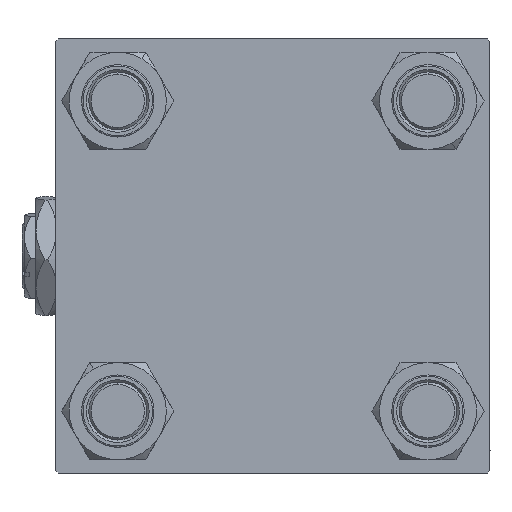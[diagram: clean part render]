
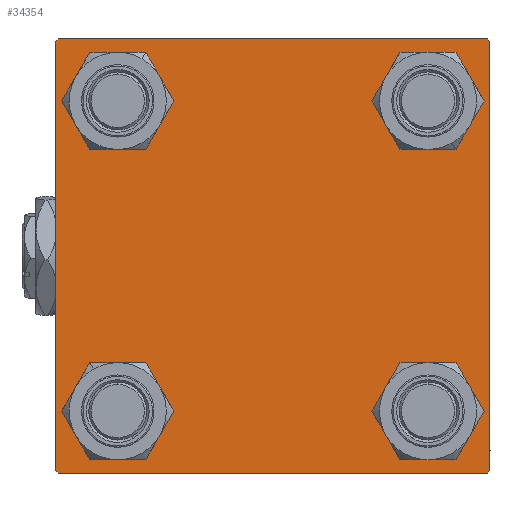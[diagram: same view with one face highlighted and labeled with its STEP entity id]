
A CAD part, left-side view. The second image highlights one B-rep face of the part: STEP entity #34354.
In plain terms, the highlighted planar face has unit normal (-1, 0, 0).
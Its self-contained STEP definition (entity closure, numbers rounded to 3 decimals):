
#117 = CARTESIAN_POINT ( 'NONE',  ( 0., 45., 44.5 ) ) ;
#364 = EDGE_LOOP ( 'NONE', ( #50763, #23480, #15869, #51501, #35424, #30919, #10670, #49767 ) ) ;
#442 = AXIS2_PLACEMENT_3D ( 'NONE', #2915, #51192, #19076 ) ;
#578 = DIRECTION ( 'NONE',  ( 0., 0., 1. ) ) ;
#1241 = VERTEX_POINT ( 'NONE', #24227 ) ;
#1250 = CIRCLE ( 'NONE', #442, 6.5 ) ;
#1688 = DIRECTION ( 'NONE',  ( 0., -1., 0. ) ) ;
#1730 = LINE ( 'NONE', #21592, #16343 ) ;
#2188 = CARTESIAN_POINT ( 'NONE',  ( 0., 45., 45. ) ) ;
#2915 = CARTESIAN_POINT ( 'NONE',  ( 0., -32.15, 32.15 ) ) ;
#2980 = CARTESIAN_POINT ( 'NONE',  ( 0., 32.15, -32.15 ) ) ;
#4042 = PLANE ( 'NONE',  #52260 ) ;
#4450 = ORIENTED_EDGE ( 'NONE', *, *, #26319, .T. ) ;
#4822 = FACE_BOUND ( 'NONE', #27598, .T. ) ;
#4857 = AXIS2_PLACEMENT_3D ( 'NONE', #27795, #43693, #28574 ) ;
#7537 = ORIENTED_EDGE ( 'NONE', *, *, #15426, .T. ) ;
#8913 = ORIENTED_EDGE ( 'NONE', *, *, #12527, .T. ) ;
#8924 = LINE ( 'NONE', #2188, #47728 ) ;
#8947 = DIRECTION ( 'NONE',  ( 1., 0., 0. ) ) ;
#9105 = EDGE_CURVE ( 'NONE', #19499, #23292, #1730, .T. ) ;
#9286 = CARTESIAN_POINT ( 'NONE',  ( 0., 32.15, -25.65 ) ) ;
#9539 = DIRECTION ( 'NONE',  ( 0., 0., 1. ) ) ;
#9565 = EDGE_CURVE ( 'NONE', #26826, #16577, #26252, .T. ) ;
#9683 = DIRECTION ( 'NONE',  ( 0., 0., 1. ) ) ;
#10670 = ORIENTED_EDGE ( 'NONE', *, *, #23337, .F. ) ;
#11486 = DIRECTION ( 'NONE',  ( 1., 0., 0. ) ) ;
#11528 = DIRECTION ( 'NONE',  ( 0., 0., 1. ) ) ;
#12090 = EDGE_CURVE ( 'NONE', #40828, #30669, #28530, .T. ) ;
#12287 = VERTEX_POINT ( 'NONE', #23874 ) ;
#12433 = LINE ( 'NONE', #48225, #36153 ) ;
#12527 = EDGE_CURVE ( 'NONE', #49314, #37629, #43561, .T. ) ;
#13302 = CARTESIAN_POINT ( 'NONE',  ( 0., 0., 0. ) ) ;
#13978 = CARTESIAN_POINT ( 'NONE',  ( 0., 32.15, 38.65 ) ) ;
#14126 = DIRECTION ( 'NONE',  ( 0., -1., 0. ) ) ;
#15065 = EDGE_LOOP ( 'NONE', ( #43191, #40268 ) ) ;
#15426 = EDGE_CURVE ( 'NONE', #21365, #29100, #45229, .T. ) ;
#15869 = ORIENTED_EDGE ( 'NONE', *, *, #52223, .T. ) ;
#16174 = CIRCLE ( 'NONE', #43240, 6.5 ) ;
#16343 = VECTOR ( 'NONE', #17640, 1000. ) ;
#16490 = FACE_BOUND ( 'NONE', #34577, .T. ) ;
#16577 = VERTEX_POINT ( 'NONE', #117 ) ;
#17171 = EDGE_CURVE ( 'NONE', #21843, #12287, #24893, .T. ) ;
#17258 = DIRECTION ( 'NONE',  ( -1., 0., 0. ) ) ;
#17391 = EDGE_CURVE ( 'NONE', #1241, #30669, #23719, .T. ) ;
#17640 = DIRECTION ( 'NONE',  ( 0., -0.707, -0.707 ) ) ;
#18324 = CARTESIAN_POINT ( 'NONE',  ( 0., 45., -44.5 ) ) ;
#19076 = DIRECTION ( 'NONE',  ( 0., 0., 1. ) ) ;
#19124 = AXIS2_PLACEMENT_3D ( 'NONE', #29825, #46005, #9683 ) ;
#19499 = VERTEX_POINT ( 'NONE', #18324 ) ;
#21311 = ORIENTED_EDGE ( 'NONE', *, *, #47309, .T. ) ;
#21332 = EDGE_CURVE ( 'NONE', #37629, #49314, #51056, .T. ) ;
#21365 = VERTEX_POINT ( 'NONE', #9286 ) ;
#21592 = CARTESIAN_POINT ( 'NONE',  ( 0., 44.75, -44.75 ) ) ;
#21843 = VERTEX_POINT ( 'NONE', #13978 ) ;
#22209 = AXIS2_PLACEMENT_3D ( 'NONE', #46133, #41877, #9539 ) ;
#22495 = ORIENTED_EDGE ( 'NONE', *, *, #42853, .T. ) ;
#23279 = VERTEX_POINT ( 'NONE', #28537 ) ;
#23292 = VERTEX_POINT ( 'NONE', #40743 ) ;
#23337 = EDGE_CURVE ( 'NONE', #26826, #23279, #8924, .T. ) ;
#23480 = ORIENTED_EDGE ( 'NONE', *, *, #9105, .T. ) ;
#23719 = LINE ( 'NONE', #28494, #41873 ) ;
#23874 = CARTESIAN_POINT ( 'NONE',  ( 0., 32.15, 25.65 ) ) ;
#24227 = CARTESIAN_POINT ( 'NONE',  ( 0., -44.5, -45. ) ) ;
#24809 = CARTESIAN_POINT ( 'NONE',  ( 0., 44.5, 45. ) ) ;
#24893 = CIRCLE ( 'NONE', #49494, 6.5 ) ;
#24946 = FACE_OUTER_BOUND ( 'NONE', #364, .T. ) ;
#25603 = ORIENTED_EDGE ( 'NONE', *, *, #21332, .T. ) ;
#26214 = CARTESIAN_POINT ( 'NONE',  ( 0., -44.75, 44.75 ) ) ;
#26252 = LINE ( 'NONE', #37394, #37471 ) ;
#26319 = EDGE_CURVE ( 'NONE', #37731, #39065, #1250, .T. ) ;
#26826 = VERTEX_POINT ( 'NONE', #24809 ) ;
#27353 = VECTOR ( 'NONE', #30206, 1000. ) ;
#27598 = EDGE_LOOP ( 'NONE', ( #7537, #21311 ) ) ;
#27795 = CARTESIAN_POINT ( 'NONE',  ( 0., 32.15, 32.15 ) ) ;
#27901 = DIRECTION ( 'NONE',  ( 0., 0., 1. ) ) ;
#28201 = DIRECTION ( 'NONE',  ( 1., 0., 0. ) ) ;
#28494 = CARTESIAN_POINT ( 'NONE',  ( 0., -44.75, -44.75 ) ) ;
#28530 = LINE ( 'NONE', #48691, #34189 ) ;
#28537 = CARTESIAN_POINT ( 'NONE',  ( 0., -44.5, 45. ) ) ;
#28574 = DIRECTION ( 'NONE',  ( 0., 0., 1. ) ) ;
#29020 = CARTESIAN_POINT ( 'NONE',  ( 0., 45., -45. ) ) ;
#29100 = VERTEX_POINT ( 'NONE', #32125 ) ;
#29801 = LINE ( 'NONE', #29020, #50643 ) ;
#29825 = CARTESIAN_POINT ( 'NONE',  ( 0., 32.15, -32.15 ) ) ;
#29940 = CARTESIAN_POINT ( 'NONE',  ( 0., -45., -44.5 ) ) ;
#30206 = DIRECTION ( 'NONE',  ( 0., 0.707, 0.707 ) ) ;
#30669 = VERTEX_POINT ( 'NONE', #29940 ) ;
#30919 = ORIENTED_EDGE ( 'NONE', *, *, #45803, .T. ) ;
#31839 = EDGE_CURVE ( 'NONE', #16577, #19499, #12433, .T. ) ;
#32125 = CARTESIAN_POINT ( 'NONE',  ( 0., 32.15, -38.65 ) ) ;
#33712 = EDGE_LOOP ( 'NONE', ( #8913, #25603 ) ) ;
#34189 = VECTOR ( 'NONE', #40475, 1000. ) ;
#34207 = DIRECTION ( 'NONE',  ( 0., 0.707, -0.707 ) ) ;
#34354 = ADVANCED_FACE ( 'NONE', ( #16490, #45398, #4822, #40380, #24946 ), #4042, .T. ) ;
#34526 = CARTESIAN_POINT ( 'NONE',  ( 0., -45., 44.5 ) ) ;
#34531 = EDGE_CURVE ( 'NONE', #12287, #21843, #39564, .T. ) ;
#34577 = EDGE_LOOP ( 'NONE', ( #4450, #22495 ) ) ;
#34725 = CARTESIAN_POINT ( 'NONE',  ( 0., -32.15, -32.15 ) ) ;
#35424 = ORIENTED_EDGE ( 'NONE', *, *, #12090, .F. ) ;
#36153 = VECTOR ( 'NONE', #48998, 1000. ) ;
#37394 = CARTESIAN_POINT ( 'NONE',  ( 0., 44.75, 44.75 ) ) ;
#37471 = VECTOR ( 'NONE', #34207, 1000. ) ;
#37629 = VERTEX_POINT ( 'NONE', #48539 ) ;
#37731 = VERTEX_POINT ( 'NONE', #42594 ) ;
#38134 = CARTESIAN_POINT ( 'NONE',  ( 0., -32.15, -25.65 ) ) ;
#38167 = DIRECTION ( 'NONE',  ( 0., 0., 1. ) ) ;
#39065 = VERTEX_POINT ( 'NONE', #41176 ) ;
#39564 = CIRCLE ( 'NONE', #4857, 6.5 ) ;
#40177 = DIRECTION ( 'NONE',  ( 0., -0.707, 0.707 ) ) ;
#40246 = DIRECTION ( 'NONE',  ( 0., 0., 1. ) ) ;
#40268 = ORIENTED_EDGE ( 'NONE', *, *, #34531, .T. ) ;
#40380 = FACE_BOUND ( 'NONE', #15065, .T. ) ;
#40475 = DIRECTION ( 'NONE',  ( 0., 0., -1. ) ) ;
#40743 = CARTESIAN_POINT ( 'NONE',  ( 0., 44.5, -45. ) ) ;
#40828 = VERTEX_POINT ( 'NONE', #34526 ) ;
#41176 = CARTESIAN_POINT ( 'NONE',  ( 0., -32.15, 25.65 ) ) ;
#41873 = VECTOR ( 'NONE', #40177, 1000. ) ;
#41877 = DIRECTION ( 'NONE',  ( 1., 0., 0. ) ) ;
#42594 = CARTESIAN_POINT ( 'NONE',  ( 0., -32.15, 38.65 ) ) ;
#42853 = EDGE_CURVE ( 'NONE', #39065, #37731, #16174, .T. ) ;
#43191 = ORIENTED_EDGE ( 'NONE', *, *, #17171, .T. ) ;
#43240 = AXIS2_PLACEMENT_3D ( 'NONE', #47840, #28201, #11528 ) ;
#43561 = CIRCLE ( 'NONE', #48636, 6.5 ) ;
#43693 = DIRECTION ( 'NONE',  ( 1., 0., 0. ) ) ;
#45229 = CIRCLE ( 'NONE', #50294, 6.5 ) ;
#45265 = CARTESIAN_POINT ( 'NONE',  ( 0., 32.15, 32.15 ) ) ;
#45384 = CIRCLE ( 'NONE', #19124, 6.5 ) ;
#45398 = FACE_BOUND ( 'NONE', #33712, .T. ) ;
#45803 = EDGE_CURVE ( 'NONE', #40828, #23279, #46131, .T. ) ;
#46005 = DIRECTION ( 'NONE',  ( 1., 0., 0. ) ) ;
#46131 = LINE ( 'NONE', #26214, #27353 ) ;
#46133 = CARTESIAN_POINT ( 'NONE',  ( 0., -32.15, -32.15 ) ) ;
#47309 = EDGE_CURVE ( 'NONE', #29100, #21365, #45384, .T. ) ;
#47728 = VECTOR ( 'NONE', #14126, 1000. ) ;
#47840 = CARTESIAN_POINT ( 'NONE',  ( 0., -32.15, 32.15 ) ) ;
#48225 = CARTESIAN_POINT ( 'NONE',  ( 0., 45., 45. ) ) ;
#48539 = CARTESIAN_POINT ( 'NONE',  ( 0., -32.15, -38.65 ) ) ;
#48636 = AXIS2_PLACEMENT_3D ( 'NONE', #34725, #50385, #38167 ) ;
#48691 = CARTESIAN_POINT ( 'NONE',  ( 0., -45., 45. ) ) ;
#48998 = DIRECTION ( 'NONE',  ( 0., 0., -1. ) ) ;
#49314 = VERTEX_POINT ( 'NONE', #38134 ) ;
#49494 = AXIS2_PLACEMENT_3D ( 'NONE', #45265, #8947, #40246 ) ;
#49767 = ORIENTED_EDGE ( 'NONE', *, *, #9565, .T. ) ;
#50294 = AXIS2_PLACEMENT_3D ( 'NONE', #2980, #11486, #27901 ) ;
#50385 = DIRECTION ( 'NONE',  ( 1., 0., 0. ) ) ;
#50643 = VECTOR ( 'NONE', #1688, 1000. ) ;
#50763 = ORIENTED_EDGE ( 'NONE', *, *, #31839, .T. ) ;
#51056 = CIRCLE ( 'NONE', #22209, 6.5 ) ;
#51192 = DIRECTION ( 'NONE',  ( 1., 0., 0. ) ) ;
#51501 = ORIENTED_EDGE ( 'NONE', *, *, #17391, .T. ) ;
#52223 = EDGE_CURVE ( 'NONE', #23292, #1241, #29801, .T. ) ;
#52260 = AXIS2_PLACEMENT_3D ( 'NONE', #13302, #17258, #578 ) ;
